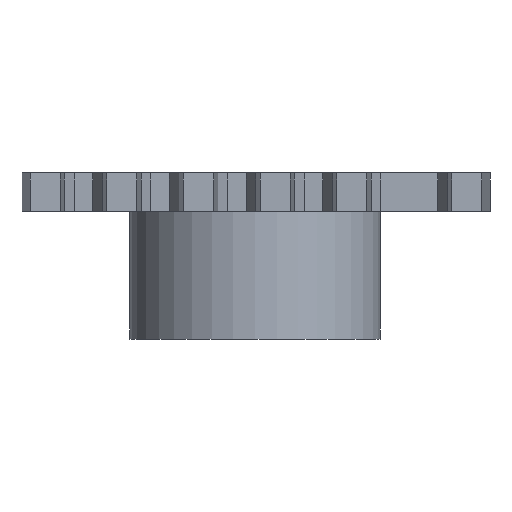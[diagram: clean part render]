
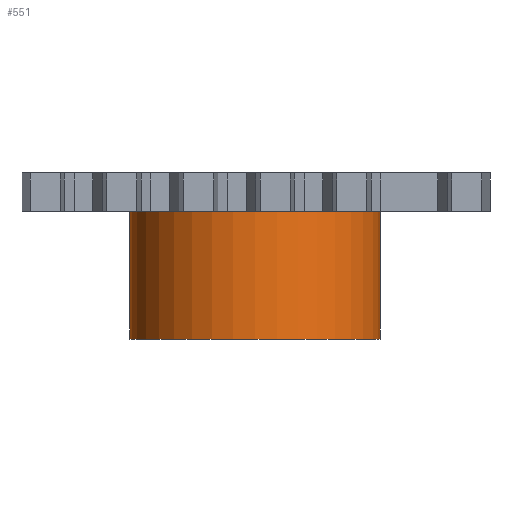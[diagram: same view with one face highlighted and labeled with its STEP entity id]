
A CAD part, front view. The second image highlights one B-rep face of the part: STEP entity #551.
In plain terms, the highlighted cylindrical face has radius 4.9 mm (diameter 9.8 mm), a partial arc.
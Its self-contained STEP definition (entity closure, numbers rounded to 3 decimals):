
#9 = FACE_OUTER_BOUND ( 'NONE', #838, .T. ) ;
#41 = CARTESIAN_POINT ( 'NONE',  ( 9.112, 12., 0. ) ) ;
#61 = DIRECTION ( 'NONE',  ( 0., 0., -1. ) ) ;
#67 = DIRECTION ( 'NONE',  ( -1., 0., 0. ) ) ;
#79 = DIRECTION ( 'NONE',  ( 0., 0., 1. ) ) ;
#83 = DIRECTION ( 'NONE',  ( 1., 0., 0. ) ) ;
#84 = CARTESIAN_POINT ( 'NONE',  ( 9.112, 12., -5. ) ) ;
#215 = CARTESIAN_POINT ( 'NONE',  ( 9.112, 12., -5. ) ) ;
#239 = DIRECTION ( 'NONE',  ( 0., 0., 1. ) ) ;
#241 = DIRECTION ( 'NONE',  ( 1., 0., 0. ) ) ;
#307 = CARTESIAN_POINT ( 'NONE',  ( 4.212, 12., -5. ) ) ;
#320 = CARTESIAN_POINT ( 'NONE',  ( 14.012, 12., -5. ) ) ;
#361 = CARTESIAN_POINT ( 'NONE',  ( 4.212, 12., 0. ) ) ;
#363 = CARTESIAN_POINT ( 'NONE',  ( 14.012, 12., 0. ) ) ;
#413 = CARTESIAN_POINT ( 'NONE',  ( 14.012, 12., -5. ) ) ;
#457 = DIRECTION ( 'NONE',  ( 0., 0., 1. ) ) ;
#462 = CARTESIAN_POINT ( 'NONE',  ( 4.212, 12., -5. ) ) ;
#463 = DIRECTION ( 'NONE',  ( 0., 0., 1. ) ) ;
#551 = ADVANCED_FACE ( 'NONE', ( #9 ), #1338, .T. ) ;
#773 = VERTEX_POINT ( 'NONE', #320 ) ;
#792 = VERTEX_POINT ( 'NONE', #307 ) ;
#808 = ORIENTED_EDGE ( 'NONE', *, *, #952, .F. ) ;
#809 = ORIENTED_EDGE ( 'NONE', *, *, #946, .T. ) ;
#810 = VERTEX_POINT ( 'NONE', #363 ) ;
#816 = VERTEX_POINT ( 'NONE', #361 ) ;
#820 = ORIENTED_EDGE ( 'NONE', *, *, #994, .T. ) ;
#824 = ORIENTED_EDGE ( 'NONE', *, *, #990, .T. ) ;
#838 = EDGE_LOOP ( 'NONE', ( #808, #820, #809, #824 ) ) ;
#946 = EDGE_CURVE ( 'NONE', #773, #810, #1175, .T. ) ;
#952 = EDGE_CURVE ( 'NONE', #792, #816, #1176, .T. ) ;
#990 = EDGE_CURVE ( 'NONE', #810, #816, #1199, .T. ) ;
#994 = EDGE_CURVE ( 'NONE', #792, #773, #1188, .T. ) ;
#1042 = AXIS2_PLACEMENT_3D ( 'NONE', #215, #239, #241 ) ;
#1143 = VECTOR ( 'NONE', #457, 1000. ) ;
#1163 = VECTOR ( 'NONE', #463, 1000. ) ;
#1175 = LINE ( 'NONE', #413, #1143 ) ;
#1176 = LINE ( 'NONE', #462, #1163 ) ;
#1188 = CIRCLE ( 'NONE', #1300, 4.9 ) ;
#1199 = CIRCLE ( 'NONE', #1309, 4.9 ) ;
#1300 = AXIS2_PLACEMENT_3D ( 'NONE', #84, #79, #83 ) ;
#1309 = AXIS2_PLACEMENT_3D ( 'NONE', #41, #61, #67 ) ;
#1338 = CYLINDRICAL_SURFACE ( 'NONE', #1042, 4.9 ) ;
